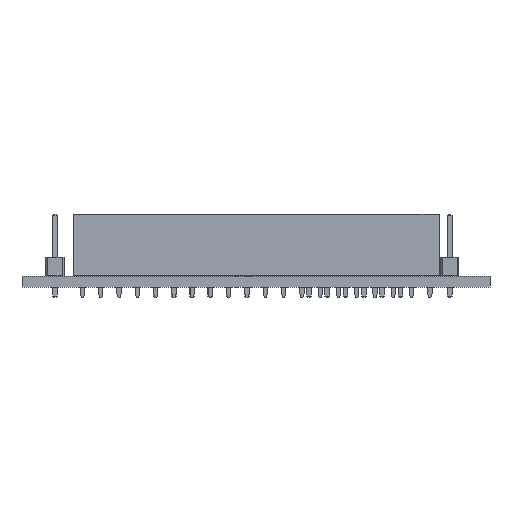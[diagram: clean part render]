
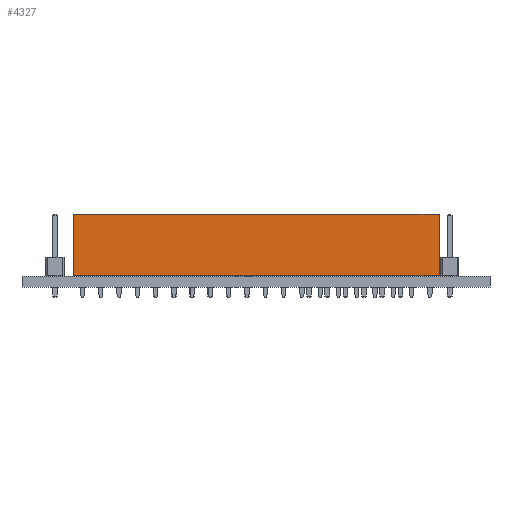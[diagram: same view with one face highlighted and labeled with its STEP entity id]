
A CAD part, left-side view. The second image highlights one B-rep face of the part: STEP entity #4327.
In plain terms, the highlighted planar face has unit normal (-1, 0, 0).
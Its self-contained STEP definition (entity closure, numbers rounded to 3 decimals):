
#104 = VERTEX_POINT('',#105);
#105 = CARTESIAN_POINT('',(-3.81,-49.53,0.));
#113 = EDGE_CURVE('',#104,#114,#116,.T.);
#114 = VERTEX_POINT('',#115);
#115 = CARTESIAN_POINT('',(-3.81,-49.53,8.5));
#116 = LINE('',#117,#118);
#117 = CARTESIAN_POINT('',(-3.81,-49.53,0.));
#118 = VECTOR('',#119,1.);
#119 = DIRECTION('',(0.,0.,1.));
#176 = VERTEX_POINT('',#177);
#177 = CARTESIAN_POINT('',(-3.81,1.27,8.5));
#183 = EDGE_CURVE('',#184,#176,#186,.T.);
#184 = VERTEX_POINT('',#185);
#185 = CARTESIAN_POINT('',(-3.81,1.27,0.));
#186 = LINE('',#187,#188);
#187 = CARTESIAN_POINT('',(-3.81,1.27,0.));
#188 = VECTOR('',#189,1.);
#189 = DIRECTION('',(0.,0.,1.));
#248 = EDGE_CURVE('',#176,#114,#249,.T.);
#249 = LINE('',#250,#251);
#250 = CARTESIAN_POINT('',(-3.81,1.27,8.5));
#251 = VECTOR('',#252,1.);
#252 = DIRECTION('',(0.,-1.,0.));
#1631 = EDGE_CURVE('',#184,#104,#1632,.T.);
#1632 = LINE('',#1633,#1634);
#1633 = CARTESIAN_POINT('',(-3.81,1.27,0.));
#1634 = VECTOR('',#1635,1.);
#1635 = DIRECTION('',(0.,-1.,0.));
#4327 = ADVANCED_FACE('',(#4328),#4334,.F.);
#4328 = FACE_BOUND('',#4329,.F.);
#4329 = EDGE_LOOP('',(#4330,#4331,#4332,#4333));
#4330 = ORIENTED_EDGE('',*,*,#183,.T.);
#4331 = ORIENTED_EDGE('',*,*,#248,.T.);
#4332 = ORIENTED_EDGE('',*,*,#113,.F.);
#4333 = ORIENTED_EDGE('',*,*,#1631,.F.);
#4334 = PLANE('',#4335);
#4335 = AXIS2_PLACEMENT_3D('',#4336,#4337,#4338);
#4336 = CARTESIAN_POINT('',(-3.81,1.27,0.));
#4337 = DIRECTION('',(1.,0.,0.));
#4338 = DIRECTION('',(0.,-1.,0.));
